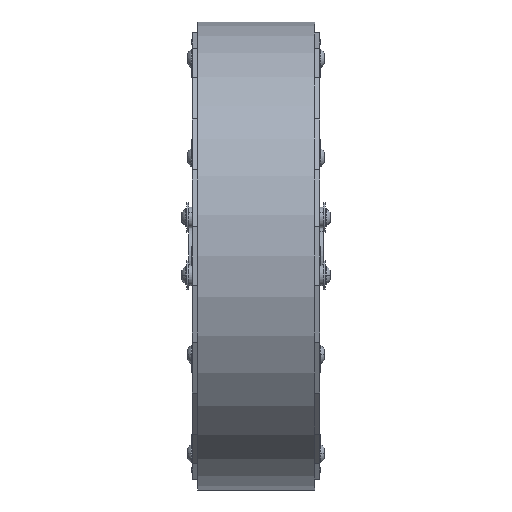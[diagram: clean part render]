
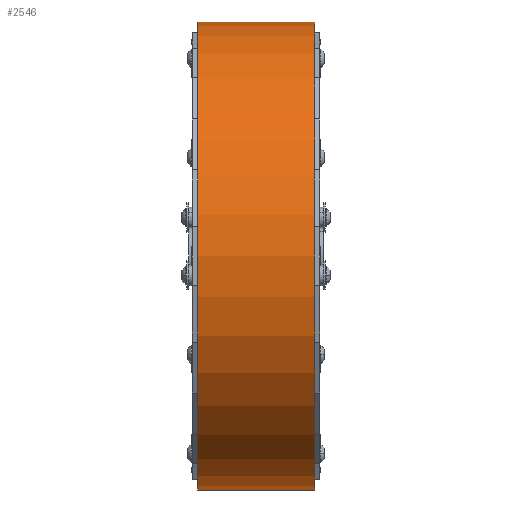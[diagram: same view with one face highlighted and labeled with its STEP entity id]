
A CAD part, left-side view. The second image highlights one B-rep face of the part: STEP entity #2546.
In plain terms, the highlighted cylindrical face has radius 101.6 mm (diameter 203.2 mm), a partial arc.
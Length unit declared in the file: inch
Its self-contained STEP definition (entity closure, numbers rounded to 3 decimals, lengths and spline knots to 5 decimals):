
#2531 = EDGE_CURVE ( 'NONE', #2575, #2563, #8616, .T. ) ;
#2540 = EDGE_CURVE ( 'NONE', #2568, #2565, #8781, .T. ) ;
#2546 = ADVANCED_FACE ( 'NONE', ( #8771 ), #8770, .T. ) ;
#2547 = EDGE_LOOP ( 'NONE', ( #2578, #2579, #2580, #2581 ) ) ;
#2563 = VERTEX_POINT ( 'NONE', #8755 ) ;
#2564 = EDGE_CURVE ( 'NONE', #2563, #2565, #8754, .T. ) ;
#2565 = VERTEX_POINT ( 'NONE', #8750 ) ;
#2568 = VERTEX_POINT ( 'NONE', #8749 ) ;
#2570 = EDGE_CURVE ( 'NONE', #2575, #2568, #8676, .T. ) ;
#2575 = VERTEX_POINT ( 'NONE', #8660 ) ;
#2578 = ORIENTED_EDGE ( 'NONE', *, *, #2564, .F. ) ;
#2579 = ORIENTED_EDGE ( 'NONE', *, *, #2531, .F. ) ;
#2580 = ORIENTED_EDGE ( 'NONE', *, *, #2570, .T. ) ;
#2581 = ORIENTED_EDGE ( 'NONE', *, *, #2540, .T. ) ;
#8613 = DIRECTION ( 'NONE',  ( 0., 0., 1. ) ) ;
#8614 = DIRECTION ( 'NONE',  ( 0., 1., 0. ) ) ;
#8615 = AXIS2_PLACEMENT_3D ( 'NONE', #8692, #8614, #8613 ) ;
#8616 = CIRCLE ( 'NONE', #8615, 4. ) ;
#8660 = CARTESIAN_POINT ( 'NONE',  ( 0., 1., -4. ) ) ;
#8673 = DIRECTION ( 'NONE',  ( 0., -1., 0. ) ) ;
#8674 = VECTOR ( 'NONE', #8673, 39.37008 ) ;
#8675 = CARTESIAN_POINT ( 'NONE',  ( 0., 1., -4. ) ) ;
#8676 = LINE ( 'NONE', #8675, #8674 ) ;
#8692 = CARTESIAN_POINT ( 'NONE',  ( 0., 1., 0. ) ) ;
#8749 = CARTESIAN_POINT ( 'NONE',  ( 0., -1., -4. ) ) ;
#8750 = CARTESIAN_POINT ( 'NONE',  ( 0., -1., 4. ) ) ;
#8751 = DIRECTION ( 'NONE',  ( 0., -1., 0. ) ) ;
#8752 = VECTOR ( 'NONE', #8751, 39.37008 ) ;
#8753 = CARTESIAN_POINT ( 'NONE',  ( 0., 1., 4. ) ) ;
#8754 = LINE ( 'NONE', #8753, #8752 ) ;
#8755 = CARTESIAN_POINT ( 'NONE',  ( 0., 1., 4. ) ) ;
#8765 = DIRECTION ( 'NONE',  ( 0., 0., -1. ) ) ;
#8766 = DIRECTION ( 'NONE',  ( 0., -1., 0. ) ) ;
#8767 = CARTESIAN_POINT ( 'NONE',  ( 0., 1., 0. ) ) ;
#8768 = AXIS2_PLACEMENT_3D ( 'NONE', #8767, #8766, #8765 ) ;
#8770 = CYLINDRICAL_SURFACE ( 'NONE', #8768, 4. ) ;
#8771 = FACE_OUTER_BOUND ( 'NONE', #2547, .T. ) ;
#8777 = DIRECTION ( 'NONE',  ( 0., 0., 1. ) ) ;
#8778 = DIRECTION ( 'NONE',  ( 0., 1., 0. ) ) ;
#8779 = CARTESIAN_POINT ( 'NONE',  ( 0., -1., 0. ) ) ;
#8780 = AXIS2_PLACEMENT_3D ( 'NONE', #8779, #8778, #8777 ) ;
#8781 = CIRCLE ( 'NONE', #8780, 4. ) ;
